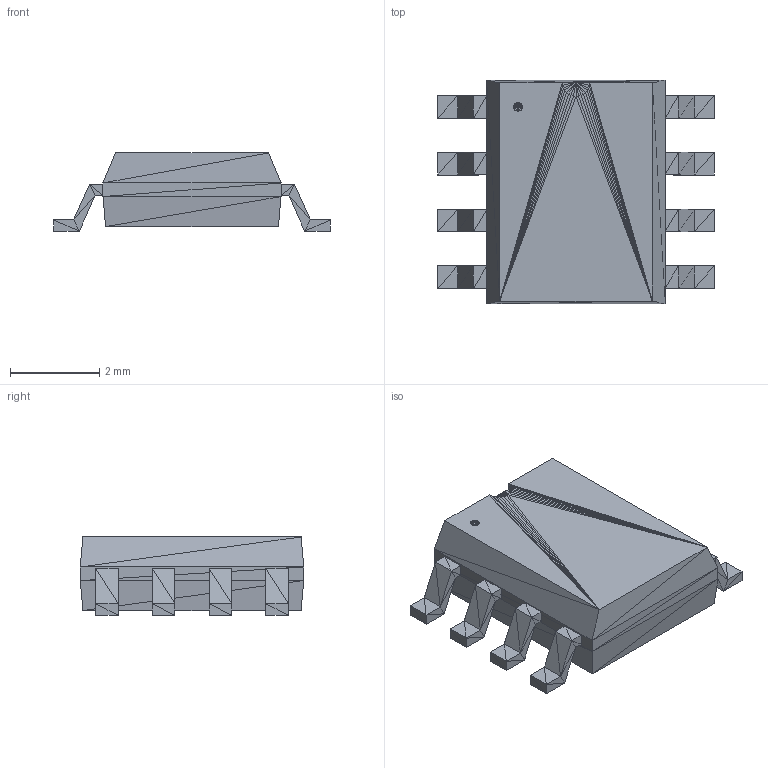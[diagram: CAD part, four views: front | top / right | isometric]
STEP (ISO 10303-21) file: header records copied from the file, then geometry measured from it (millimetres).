
FILE_DESCRIPTION(('STEP AP214'),'1');
FILE_NAME('D8_TEX-M','2020-04-28T17:01:19',(''),(''),'','','');
FILE_SCHEMA(('AUTOMOTIVE_DESIGN'));
Length unit declared in the file: millimetre
Products named in the file (1): product
Bounding box: 6.2 x 5 x 1.75 mm (x, y, z)
Volume: 1.6 mm3; surface area: 86.8 mm2
Topology: 9 solids, 10 shells, 453 faces, 681 edges, 247 vertices
Faces by surface type: plane 453
Entity records: 8731 total; most frequent: DIRECTION 1589, ORIENTED_EDGE 1359, CARTESIAN_POINT 701, EDGE_CURVE 681, LINE 681, VECTOR 681, AXIS2_PLACEMENT_3D 454, STYLED_ITEM 453
